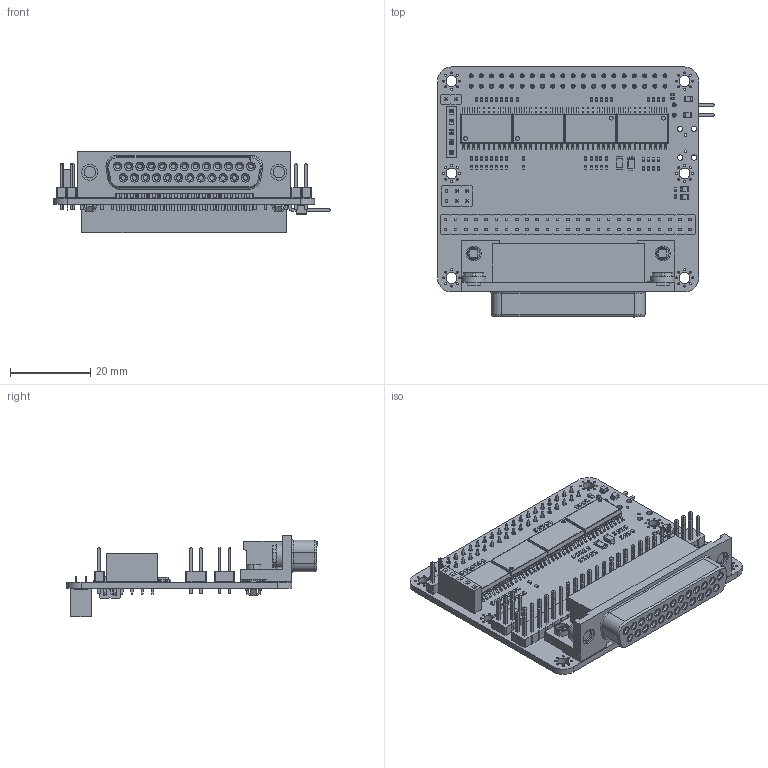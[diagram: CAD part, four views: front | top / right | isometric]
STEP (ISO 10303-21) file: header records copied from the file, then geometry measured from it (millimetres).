
FILE_DESCRIPTION(('KiCad electronic assembly'),'2;1');
FILE_NAME('rascsi_2p3.step','2021-01-21T19:07:25',('An Author'),( 'A Company'),'Open CASCADE STEP processor 6.9', 'KiCad to STEP converter','Unknown');
FILE_SCHEMA(('AUTOMOTIVE_DESIGN { 1 0 10303 214 1 1 1 1 }'));
Length unit declared in the file: millimetre
Products named in the file (26): Open CASCADE STEP translator 6.9 1; 5748901-1; SOLID; SN74LS245DW; COMPOUND; D_SOD-123F; PinHeader_1x02_P2.54mm_Horizontal; PinHeader_1x02_P2.54mm_Vertical; PinHeader_2x03_P2.54mm_Vertical; R_0402_1005Metric; PinHeader_2x25_P2.54mm_Vertical; Fuse_1206_3216Metric; PinSocket_2x20_P2.54mm_Vertical; PinSocket_1x05_P2.54mm_Vertical; LED_0805_2012Metric
Assembly tree (88 placements, depth 3):
  Open CASCADE STEP translator 6.9 1
    5748901-1
      SOLID
    SN74LS245DW  x4
      COMPOUND
    D_SOD-123F
      SOLID
    PinHeader_1x02_P2.54mm_Horizontal
      SOLID
    PinHeader_1x02_P2.54mm_Vertical
      SOLID
    PinHeader_2x03_P2.54mm_Vertical
      SOLID
    R_0402_1005Metric  x58
      SOLID
    PinHeader_2x25_P2.54mm_Vertical
      SOLID
    Fuse_1206_3216Metric
      SOLID
    PinSocket_2x20_P2.54mm_Vertical
      SOLID
    PinSocket_1x05_P2.54mm_Vertical
      SOLID
    LED_0805_2012Metric  x4
      SOLID
    COMPOUND
Bounding box: 68.97 x 62.24 x 20.3 mm (x, y, z)
Volume: 16343.9 mm3; surface area: 18978.9 mm2
Topology: 156 solids, 156 shells, 6483 faces, 16354 edges, 10524 vertices
Faces by surface type: plane 5211, cylinder 1198, cone 58, bspline 10, torus 4, extrusion 2
Full cylindrical faces by diameter (mm): 0.5 x48, 0.65 x2, 0.938 x4, 1 x105, 1.12 x25, 1.329 x4, 2.7 x6, 3.26 x2
Entity records: 269018 total; most frequent: CARTESIAN_POINT 42724, DIRECTION 38765, VECTOR 27809, LINE 27807, ORIENTED_EDGE 19916, PCURVE 19916, DEFINITIONAL_REPRESENTATION 19916, EDGE_CURVE 9958
